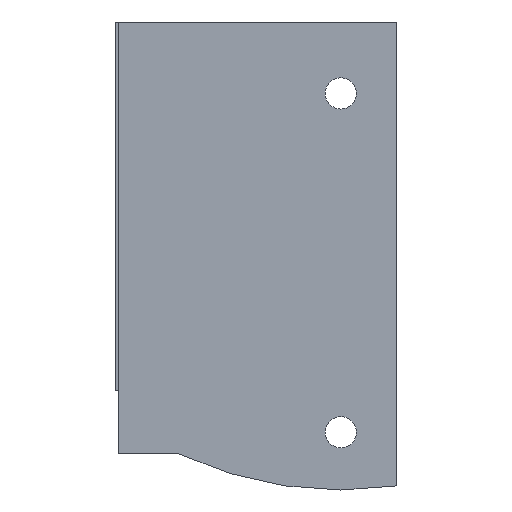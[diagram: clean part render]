
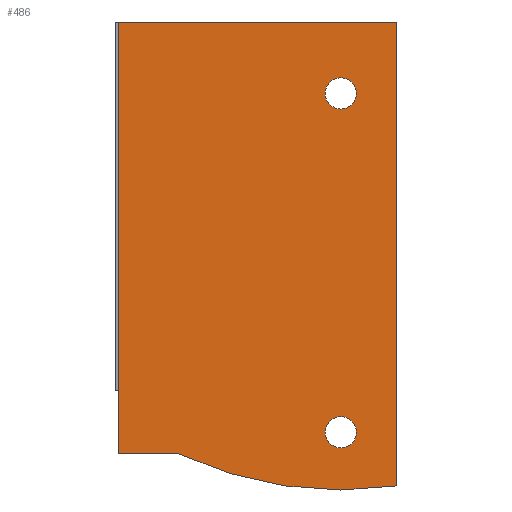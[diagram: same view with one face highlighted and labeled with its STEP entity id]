
A CAD part, front view. The second image highlights one B-rep face of the part: STEP entity #486.
In plain terms, the highlighted planar face has unit normal (0, -1, 0).
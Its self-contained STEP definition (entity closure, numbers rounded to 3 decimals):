
#25=CIRCLE('',#534,42.718);
#26=CIRCLE('',#535,1.75);
#27=CIRCLE('',#536,1.75);
#35=FACE_BOUND('',#81,.T.);
#36=FACE_BOUND('',#82,.T.);
#47=FACE_OUTER_BOUND('',#80,.T.);
#80=EDGE_LOOP('',(#373,#374,#375,#376,#377));
#81=EDGE_LOOP('',(#378));
#82=EDGE_LOOP('',(#379));
#108=LINE('',#707,#164);
#136=LINE('',#772,#192);
#138=LINE('',#776,#194);
#139=LINE('',#779,#195);
#164=VECTOR('',#569,10.);
#192=VECTOR('',#621,10.);
#194=VECTOR('',#625,10.);
#195=VECTOR('',#628,10.);
#219=VERTEX_POINT('',#704);
#220=VERTEX_POINT('',#706);
#245=VERTEX_POINT('',#771);
#246=VERTEX_POINT('',#775);
#247=VERTEX_POINT('',#777);
#248=VERTEX_POINT('',#780);
#249=VERTEX_POINT('',#782);
#262=EDGE_CURVE('',#220,#219,#108,.T.);
#295=EDGE_CURVE('',#220,#245,#136,.T.);
#297=EDGE_CURVE('',#246,#219,#138,.T.);
#298=EDGE_CURVE('',#246,#247,#25,.T.);
#299=EDGE_CURVE('',#247,#245,#139,.T.);
#300=EDGE_CURVE('',#248,#248,#26,.T.);
#301=EDGE_CURVE('',#249,#249,#27,.T.);
#373=ORIENTED_EDGE('',*,*,#262,.T.);
#374=ORIENTED_EDGE('',*,*,#297,.F.);
#375=ORIENTED_EDGE('',*,*,#298,.T.);
#376=ORIENTED_EDGE('',*,*,#299,.T.);
#377=ORIENTED_EDGE('',*,*,#295,.F.);
#378=ORIENTED_EDGE('',*,*,#300,.T.);
#379=ORIENTED_EDGE('',*,*,#301,.T.);
#463=PLANE('',#533);
#486=ADVANCED_FACE('',(#47,#35,#36),#463,.F.);
#533=AXIS2_PLACEMENT_3D('',#774,#623,#624);
#534=AXIS2_PLACEMENT_3D('',#778,#626,#627);
#535=AXIS2_PLACEMENT_3D('',#781,#629,#630);
#536=AXIS2_PLACEMENT_3D('',#783,#631,#632);
#569=DIRECTION('',(0.,0.,-1.));
#621=DIRECTION('',(1.,0.,0.));
#623=DIRECTION('center_axis',(0.,1.,0.));
#624=DIRECTION('ref_axis',(0.,0.,1.));
#625=DIRECTION('',(-1.,0.,0.));
#626=DIRECTION('center_axis',(0.,-1.,0.));
#627=DIRECTION('ref_axis',(0.,0.,1.));
#628=DIRECTION('',(0.,0.,1.));
#629=DIRECTION('center_axis',(0.,1.,0.));
#630=DIRECTION('ref_axis',(0.,0.,1.));
#631=DIRECTION('center_axis',(0.,1.,0.));
#632=DIRECTION('ref_axis',(0.,0.,1.));
#704=CARTESIAN_POINT('',(-55.95,-12.,-11.365));
#706=CARTESIAN_POINT('',(-55.95,-12.,36.943));
#707=CARTESIAN_POINT('',(-55.95,-12.,6.849));
#771=CARTESIAN_POINT('',(-24.8,-12.,36.943));
#772=CARTESIAN_POINT('',(-49.3,-12.,36.943));
#774=CARTESIAN_POINT('Origin',(-32.019,-12.,9.798));
#775=CARTESIAN_POINT('',(-49.3,-12.,-11.365));
#776=CARTESIAN_POINT('',(-49.3,-12.,-11.365));
#777=CARTESIAN_POINT('',(-24.8,-12.,-15.));
#778=CARTESIAN_POINT('Origin',(-31.05,-12.,27.258));
#779=CARTESIAN_POINT('',(-24.8,-12.,9.885));
#780=CARTESIAN_POINT('',(-31.05,-12.,-10.75));
#781=CARTESIAN_POINT('Origin',(-31.05,-12.,-9.));
#782=CARTESIAN_POINT('',(-31.05,-12.,27.193));
#783=CARTESIAN_POINT('Origin',(-31.05,-12.,28.943));
